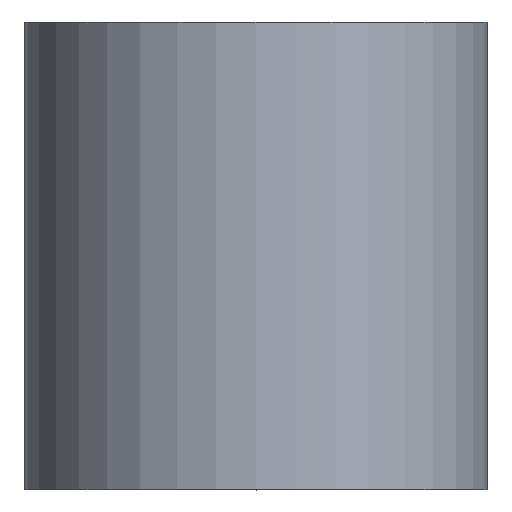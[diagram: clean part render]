
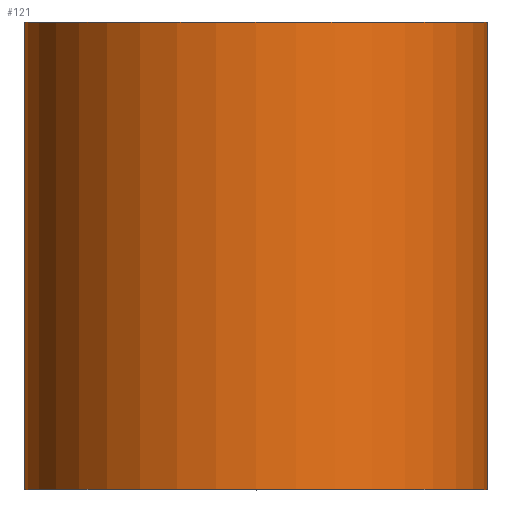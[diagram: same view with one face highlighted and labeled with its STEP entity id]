
A CAD part, top view. The second image highlights one B-rep face of the part: STEP entity #121.
In plain terms, the highlighted cylindrical face has radius 9.9 mm (diameter 19.8 mm), a full revolution.
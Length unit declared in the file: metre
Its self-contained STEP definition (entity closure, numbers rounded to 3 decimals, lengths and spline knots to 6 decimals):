
#12=CIRCLE('',#142,0.0099);
#13=CIRCLE('',#143,0.0099);
#14=CYLINDRICAL_SURFACE('',#141,0.0099);
#31=ORIENTED_EDGE('',*,*,#55,.T.);
#32=ORIENTED_EDGE('',*,*,#56,.F.);
#55=EDGE_CURVE('',#65,#65,#12,.T.);
#56=EDGE_CURVE('',#66,#66,#13,.T.);
#65=VERTEX_POINT('',#205);
#66=VERTEX_POINT('',#207);
#95=EDGE_LOOP('',(#31));
#96=EDGE_LOOP('',(#32));
#105=FACE_BOUND('',#95,.T.);
#106=FACE_BOUND('',#96,.T.);
#121=ADVANCED_FACE('',(#105,#106),#14,.T.);
#141=AXIS2_PLACEMENT_3D('',#203,#168,#169);
#142=AXIS2_PLACEMENT_3D('',#204,#170,#171);
#143=AXIS2_PLACEMENT_3D('',#206,#172,#173);
#168=DIRECTION('',(0.,1.,0.));
#169=DIRECTION('',(0.,0.,1.));
#170=DIRECTION('',(0.,1.,0.));
#171=DIRECTION('',(0.,0.,1.));
#172=DIRECTION('',(0.,1.,0.));
#173=DIRECTION('',(0.,0.,1.));
#203=CARTESIAN_POINT('',(-0.239495,-0.17745,-0.058738));
#204=CARTESIAN_POINT('',(-0.239495,-0.17745,-0.058738));
#205=CARTESIAN_POINT('',(-0.239495,-0.17745,-0.048838));
#206=CARTESIAN_POINT('',(-0.239495,-0.15745,-0.058738));
#207=CARTESIAN_POINT('',(-0.239495,-0.15745,-0.048838));
